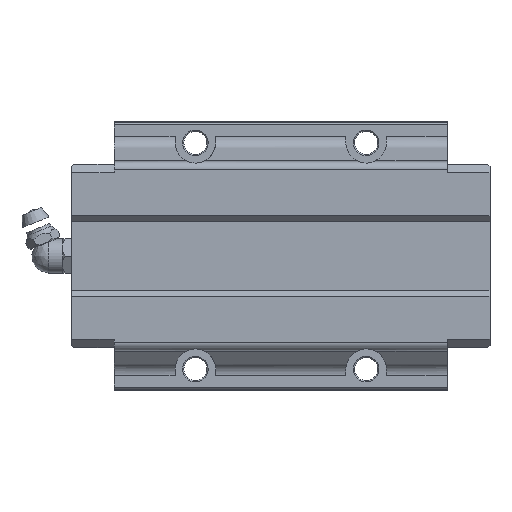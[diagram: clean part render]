
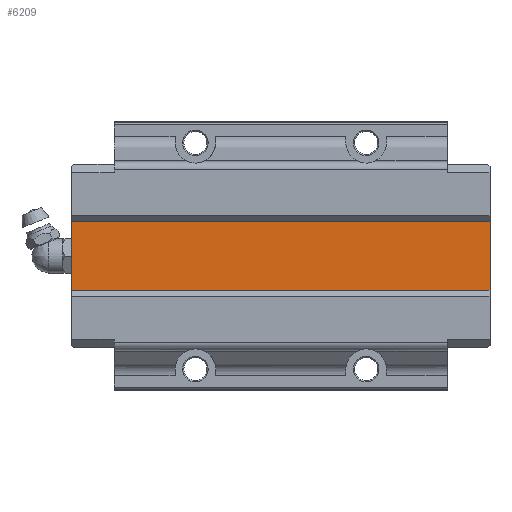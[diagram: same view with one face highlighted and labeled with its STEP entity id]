
A CAD part, front view. The second image highlights one B-rep face of the part: STEP entity #6209.
In plain terms, the highlighted planar face has unit normal (0, -1, 0).
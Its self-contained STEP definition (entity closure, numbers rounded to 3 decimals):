
#149 = LINE ( 'NONE', #1906, #2503 ) ;
#539 = EDGE_CURVE ( 'NONE', #3275, #991, #4123, .T. ) ;
#986 = VECTOR ( 'NONE', #3092, 1000. ) ;
#991 = VERTEX_POINT ( 'NONE', #3189 ) ;
#1006 = CARTESIAN_POINT ( 'NONE',  ( -49., 11.9, -8.156 ) ) ;
#1015 = CARTESIAN_POINT ( 'NONE',  ( 49., 11.9, 8.156 ) ) ;
#1214 = DIRECTION ( 'NONE',  ( 0., 0., -1. ) ) ;
#1452 = DIRECTION ( 'NONE',  ( 0., 0., 1. ) ) ;
#1906 = CARTESIAN_POINT ( 'NONE',  ( 49., 11.9, -8.156 ) ) ;
#2048 = ORIENTED_EDGE ( 'NONE', *, *, #5296, .T. ) ;
#2188 = DIRECTION ( 'NONE',  ( 0., -1., 0. ) ) ;
#2397 = EDGE_LOOP ( 'NONE', ( #5529, #3395, #2048, #2958 ) ) ;
#2503 = VECTOR ( 'NONE', #5173, 1000. ) ;
#2958 = ORIENTED_EDGE ( 'NONE', *, *, #6240, .T. ) ;
#3092 = DIRECTION ( 'NONE',  ( 0., 0., -1. ) ) ;
#3189 = CARTESIAN_POINT ( 'NONE',  ( 49., 11.9, 8.156 ) ) ;
#3275 = VERTEX_POINT ( 'NONE', #4292 ) ;
#3395 = ORIENTED_EDGE ( 'NONE', *, *, #6689, .T. ) ;
#3615 = CARTESIAN_POINT ( 'NONE',  ( -49., 11.9, -8.156 ) ) ;
#4123 = LINE ( 'NONE', #6269, #6522 ) ;
#4292 = CARTESIAN_POINT ( 'NONE',  ( 49., 11.9, -8.156 ) ) ;
#4306 = FACE_OUTER_BOUND ( 'NONE', #2397, .T. ) ;
#4477 = AXIS2_PLACEMENT_3D ( 'NONE', #6031, #2188, #1214 ) ;
#4872 = PLANE ( 'NONE',  #4477 ) ;
#5173 = DIRECTION ( 'NONE',  ( 1., 0., 0. ) ) ;
#5246 = DIRECTION ( 'NONE',  ( -1., 0., 0. ) ) ;
#5296 = EDGE_CURVE ( 'NONE', #5673, #6391, #6434, .T. ) ;
#5529 = ORIENTED_EDGE ( 'NONE', *, *, #539, .T. ) ;
#5673 = VERTEX_POINT ( 'NONE', #6888 ) ;
#6031 = CARTESIAN_POINT ( 'NONE',  ( 49., 11.9, -8.156 ) ) ;
#6209 = ADVANCED_FACE ( 'NONE', ( #4306 ), #4872, .T. ) ;
#6240 = EDGE_CURVE ( 'NONE', #6391, #3275, #149, .T. ) ;
#6269 = CARTESIAN_POINT ( 'NONE',  ( 49., 11.9, -8.156 ) ) ;
#6391 = VERTEX_POINT ( 'NONE', #3615 ) ;
#6434 = LINE ( 'NONE', #1006, #986 ) ;
#6522 = VECTOR ( 'NONE', #1452, 1000. ) ;
#6673 = VECTOR ( 'NONE', #5246, 1000. ) ;
#6689 = EDGE_CURVE ( 'NONE', #991, #5673, #6910, .T. ) ;
#6888 = CARTESIAN_POINT ( 'NONE',  ( -49., 11.9, 8.156 ) ) ;
#6910 = LINE ( 'NONE', #1015, #6673 ) ;
